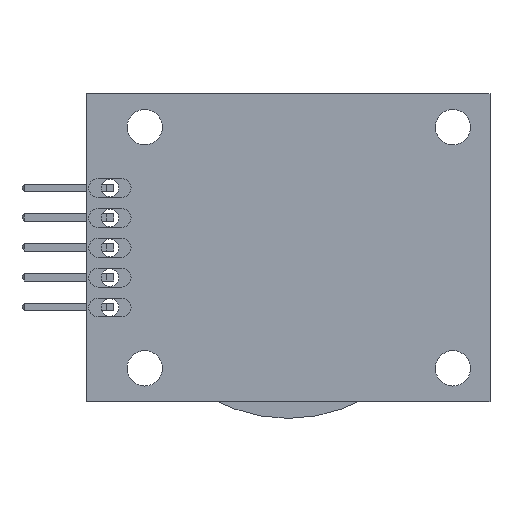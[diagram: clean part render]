
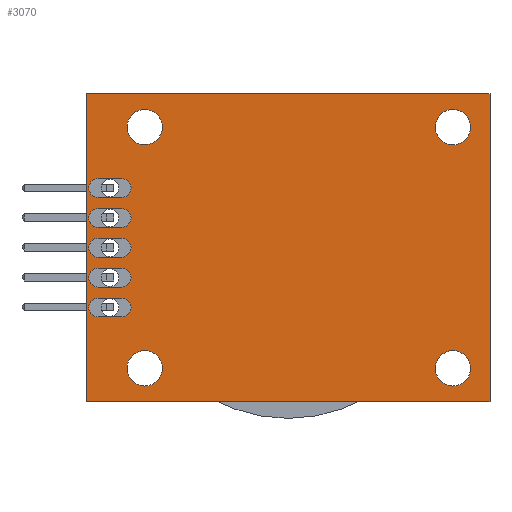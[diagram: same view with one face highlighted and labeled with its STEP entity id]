
A CAD part, front view. The second image highlights one B-rep face of the part: STEP entity #3070.
In plain terms, the highlighted planar face has unit normal (0, -1, 0).
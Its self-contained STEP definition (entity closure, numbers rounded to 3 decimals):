
#75=FACE_BOUND('',#487,.T.);
#76=FACE_BOUND('',#488,.T.);
#77=FACE_BOUND('',#489,.T.);
#78=FACE_BOUND('',#490,.T.);
#79=FACE_BOUND('',#491,.T.);
#80=FACE_BOUND('',#492,.T.);
#81=FACE_BOUND('',#493,.T.);
#82=FACE_BOUND('',#494,.T.);
#83=FACE_BOUND('',#495,.T.);
#120=PLANE('',#3323);
#278=FACE_OUTER_BOUND('',#486,.T.);
#486=EDGE_LOOP('',(#2224,#2225,#2226,#2227));
#487=EDGE_LOOP('',(#2228));
#488=EDGE_LOOP('',(#2229));
#489=EDGE_LOOP('',(#2230));
#490=EDGE_LOOP('',(#2231));
#491=EDGE_LOOP('',(#2232));
#492=EDGE_LOOP('',(#2233));
#493=EDGE_LOOP('',(#2234));
#494=EDGE_LOOP('',(#2235));
#495=EDGE_LOOP('',(#2236));
#720=LINE('',#4578,#1041);
#724=LINE('',#4586,#1045);
#727=LINE('',#4592,#1048);
#730=LINE('',#4597,#1051);
#1041=VECTOR('',#3660,10.);
#1045=VECTOR('',#3666,10.);
#1048=VECTOR('',#3671,10.);
#1051=VECTOR('',#3676,10.);
#1354=CIRCLE('',#3293,0.75);
#1356=CIRCLE('',#3296,0.75);
#1358=CIRCLE('',#3299,0.75);
#1360=CIRCLE('',#3302,0.75);
#1362=CIRCLE('',#3305,0.75);
#1364=CIRCLE('',#3308,1.5);
#1366=CIRCLE('',#3311,1.5);
#1368=CIRCLE('',#3314,1.5);
#1370=CIRCLE('',#3317,1.5);
#1458=VERTEX_POINT('',#4524);
#1460=VERTEX_POINT('',#4530);
#1462=VERTEX_POINT('',#4536);
#1464=VERTEX_POINT('',#4542);
#1466=VERTEX_POINT('',#4548);
#1468=VERTEX_POINT('',#4554);
#1470=VERTEX_POINT('',#4560);
#1472=VERTEX_POINT('',#4566);
#1474=VERTEX_POINT('',#4572);
#1475=VERTEX_POINT('',#4576);
#1476=VERTEX_POINT('',#4577);
#1479=VERTEX_POINT('',#4585);
#1481=VERTEX_POINT('',#4591);
#1736=EDGE_CURVE('',#1458,#1458,#1354,.T.);
#1739=EDGE_CURVE('',#1460,#1460,#1356,.T.);
#1742=EDGE_CURVE('',#1462,#1462,#1358,.T.);
#1745=EDGE_CURVE('',#1464,#1464,#1360,.T.);
#1748=EDGE_CURVE('',#1466,#1466,#1362,.T.);
#1751=EDGE_CURVE('',#1468,#1468,#1364,.T.);
#1754=EDGE_CURVE('',#1470,#1470,#1366,.T.);
#1757=EDGE_CURVE('',#1472,#1472,#1368,.T.);
#1760=EDGE_CURVE('',#1474,#1474,#1370,.T.);
#1761=EDGE_CURVE('',#1475,#1476,#720,.T.);
#1765=EDGE_CURVE('',#1479,#1475,#724,.T.);
#1768=EDGE_CURVE('',#1481,#1479,#727,.T.);
#1771=EDGE_CURVE('',#1476,#1481,#730,.T.);
#2224=ORIENTED_EDGE('',*,*,#1771,.F.);
#2225=ORIENTED_EDGE('',*,*,#1761,.F.);
#2226=ORIENTED_EDGE('',*,*,#1765,.F.);
#2227=ORIENTED_EDGE('',*,*,#1768,.F.);
#2228=ORIENTED_EDGE('',*,*,#1760,.F.);
#2229=ORIENTED_EDGE('',*,*,#1757,.F.);
#2230=ORIENTED_EDGE('',*,*,#1754,.F.);
#2231=ORIENTED_EDGE('',*,*,#1751,.F.);
#2232=ORIENTED_EDGE('',*,*,#1748,.F.);
#2233=ORIENTED_EDGE('',*,*,#1745,.F.);
#2234=ORIENTED_EDGE('',*,*,#1742,.F.);
#2235=ORIENTED_EDGE('',*,*,#1739,.F.);
#2236=ORIENTED_EDGE('',*,*,#1736,.F.);
#3070=ADVANCED_FACE('',(#278,#75,#76,#77,#78,#79,#80,#81,#82,#83),#120,
 .F.);
#3293=AXIS2_PLACEMENT_3D('',#4526,#3600,#3601);
#3296=AXIS2_PLACEMENT_3D('',#4532,#3607,#3608);
#3299=AXIS2_PLACEMENT_3D('',#4538,#3614,#3615);
#3302=AXIS2_PLACEMENT_3D('',#4544,#3621,#3622);
#3305=AXIS2_PLACEMENT_3D('',#4550,#3628,#3629);
#3308=AXIS2_PLACEMENT_3D('',#4556,#3635,#3636);
#3311=AXIS2_PLACEMENT_3D('',#4562,#3642,#3643);
#3314=AXIS2_PLACEMENT_3D('',#4568,#3649,#3650);
#3317=AXIS2_PLACEMENT_3D('',#4574,#3656,#3657);
#3323=AXIS2_PLACEMENT_3D('',#4600,#3680,#3681);
#3600=DIRECTION('center_axis',(0.,-1.,0.));
#3601=DIRECTION('ref_axis',(1.,0.,0.));
#3607=DIRECTION('center_axis',(0.,-1.,0.));
#3608=DIRECTION('ref_axis',(1.,0.,0.));
#3614=DIRECTION('center_axis',(0.,-1.,0.));
#3615=DIRECTION('ref_axis',(1.,0.,0.));
#3621=DIRECTION('center_axis',(0.,-1.,0.));
#3622=DIRECTION('ref_axis',(1.,0.,0.));
#3628=DIRECTION('center_axis',(0.,-1.,0.));
#3629=DIRECTION('ref_axis',(1.,0.,0.));
#3635=DIRECTION('center_axis',(0.,-1.,0.));
#3636=DIRECTION('ref_axis',(1.,0.,0.));
#3642=DIRECTION('center_axis',(0.,-1.,0.));
#3643=DIRECTION('ref_axis',(1.,0.,0.));
#3649=DIRECTION('center_axis',(0.,-1.,0.));
#3650=DIRECTION('ref_axis',(1.,0.,0.));
#3656=DIRECTION('center_axis',(0.,-1.,0.));
#3657=DIRECTION('ref_axis',(1.,0.,0.));
#3660=DIRECTION('',(-1.,0.,0.));
#3666=DIRECTION('',(0.,0.,-1.));
#3671=DIRECTION('',(1.,0.,0.));
#3676=DIRECTION('',(0.,0.,1.));
#3680=DIRECTION('center_axis',(0.,1.,0.));
#3681=DIRECTION('ref_axis',(1.,0.,0.));
#4524=CARTESIAN_POINT('',(1.25,0.,-13.1));
#4526=CARTESIAN_POINT('Origin',(2.,0.,-13.1));
#4530=CARTESIAN_POINT('',(1.25,0.,-10.56));
#4532=CARTESIAN_POINT('Origin',(2.,0.,-10.56));
#4536=CARTESIAN_POINT('',(1.25,0.,-8.02));
#4538=CARTESIAN_POINT('Origin',(2.,0.,-8.02));
#4542=CARTESIAN_POINT('',(1.25,0.,-15.64));
#4544=CARTESIAN_POINT('Origin',(2.,0.,-15.64));
#4548=CARTESIAN_POINT('',(1.25,0.,-18.18));
#4550=CARTESIAN_POINT('Origin',(2.,0.,-18.18));
#4554=CARTESIAN_POINT('',(3.45,0.,-2.85));
#4556=CARTESIAN_POINT('Origin',(4.95,0.,-2.85));
#4560=CARTESIAN_POINT('',(3.45,0.,-23.35));
#4562=CARTESIAN_POINT('Origin',(4.95,0.,-23.35));
#4566=CARTESIAN_POINT('',(29.65,0.,-2.85));
#4568=CARTESIAN_POINT('Origin',(31.15,0.,-2.85));
#4572=CARTESIAN_POINT('',(29.65,0.,-23.35));
#4574=CARTESIAN_POINT('Origin',(31.15,0.,-23.35));
#4576=CARTESIAN_POINT('',(34.3,0.,-26.2));
#4577=CARTESIAN_POINT('',(0.,0.,-26.2));
#4578=CARTESIAN_POINT('',(34.3,0.,-26.2));
#4585=CARTESIAN_POINT('',(34.3,0.,0.));
#4586=CARTESIAN_POINT('',(34.3,0.,0.));
#4591=CARTESIAN_POINT('',(0.,0.,0.));
#4592=CARTESIAN_POINT('',(0.,0.,0.));
#4597=CARTESIAN_POINT('',(0.,0.,-26.2));
#4600=CARTESIAN_POINT('Origin',(17.15,0.,-13.1));
